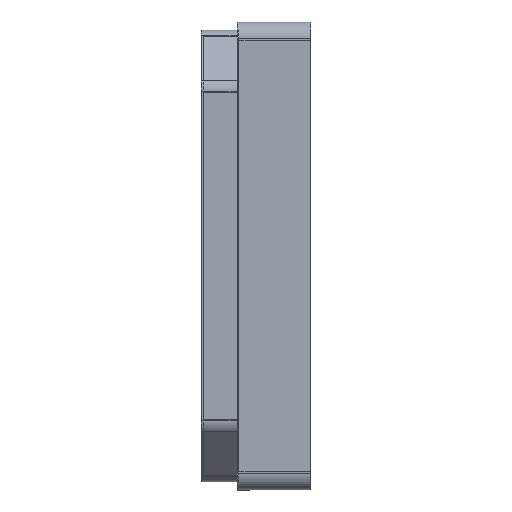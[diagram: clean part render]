
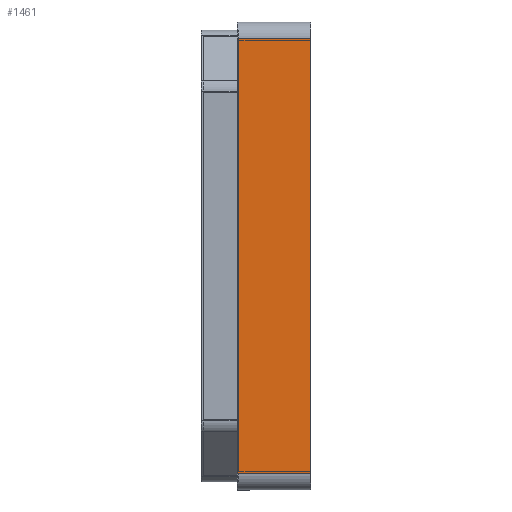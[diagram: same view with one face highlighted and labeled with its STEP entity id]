
A CAD part, left-side view. The second image highlights one B-rep face of the part: STEP entity #1461.
In plain terms, the highlighted planar face has unit normal (-1, 0, 0).
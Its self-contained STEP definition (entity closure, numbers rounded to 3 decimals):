
#226 = EDGE_LOOP ( 'NONE', ( #4395, #4394, #4393, #4392 ) ) ;
#795 = EDGE_CURVE ( 'NONE', #3529, #3551, #3905, .T. ) ;
#817 = EDGE_CURVE ( 'NONE', #3536, #3546, #3942, .T. ) ;
#823 = EDGE_CURVE ( 'NONE', #3529, #3536, #3951, .T. ) ;
#824 = EDGE_CURVE ( 'NONE', #3546, #3551, #3953, .T. ) ;
#1461 = ADVANCED_FACE ( 'NONE', ( #1822 ), #2789, .F. ) ;
#1822 = FACE_OUTER_BOUND ( 'NONE', #226, .T. ) ;
#2789 = PLANE ( 'NONE',  #4273 ) ;
#2790 = CARTESIAN_POINT ( 'NONE',  ( -63.945, 20.02, -42.8 ) ) ;
#2795 = DIRECTION ( 'NONE',  ( 1., 0., 0. ) ) ;
#2796 = DIRECTION ( 'NONE',  ( 0., 0., -1. ) ) ;
#2831 = CARTESIAN_POINT ( 'NONE',  ( -63.945, 13.45, -39.8 ) ) ;
#2836 = CARTESIAN_POINT ( 'NONE',  ( -63.945, 0., -39.8 ) ) ;
#2846 = CARTESIAN_POINT ( 'NONE',  ( -63.945, 0., 39.8 ) ) ;
#2851 = CARTESIAN_POINT ( 'NONE',  ( -63.945, 13.45, 39.8 ) ) ;
#3294 = CARTESIAN_POINT ( 'NONE',  ( -63.945, 13.45, -42.8 ) ) ;
#3295 = DIRECTION ( 'NONE',  ( 0., 0., 1. ) ) ;
#3344 = DIRECTION ( 'NONE',  ( 0., 0., 1. ) ) ;
#3349 = CARTESIAN_POINT ( 'NONE',  ( -63.945, 0., -42.8 ) ) ;
#3365 = CARTESIAN_POINT ( 'NONE',  ( -63.945, 20.02, -39.8 ) ) ;
#3366 = DIRECTION ( 'NONE',  ( 0., -1., 0. ) ) ;
#3367 = CARTESIAN_POINT ( 'NONE',  ( -63.945, 20.02, 39.8 ) ) ;
#3368 = DIRECTION ( 'NONE',  ( 0., 1., 0. ) ) ;
#3529 = VERTEX_POINT ( 'NONE', #2831 ) ;
#3536 = VERTEX_POINT ( 'NONE', #2836 ) ;
#3546 = VERTEX_POINT ( 'NONE', #2846 ) ;
#3551 = VERTEX_POINT ( 'NONE', #2851 ) ;
#3905 = LINE ( 'NONE', #3294, #3907 ) ;
#3907 = VECTOR ( 'NONE', #3295, 1000. ) ;
#3942 = LINE ( 'NONE', #3349, #3944 ) ;
#3944 = VECTOR ( 'NONE', #3344, 1000. ) ;
#3951 = LINE ( 'NONE', #3365, #3954 ) ;
#3953 = LINE ( 'NONE', #3367, #3956 ) ;
#3954 = VECTOR ( 'NONE', #3366, 1000. ) ;
#3956 = VECTOR ( 'NONE', #3368, 1000. ) ;
#4273 = AXIS2_PLACEMENT_3D ( 'NONE', #2790, #2795, #2796 ) ;
#4392 = ORIENTED_EDGE ( 'NONE', *, *, #824, .T. ) ;
#4393 = ORIENTED_EDGE ( 'NONE', *, *, #817, .T. ) ;
#4394 = ORIENTED_EDGE ( 'NONE', *, *, #823, .T. ) ;
#4395 = ORIENTED_EDGE ( 'NONE', *, *, #795, .F. ) ;
